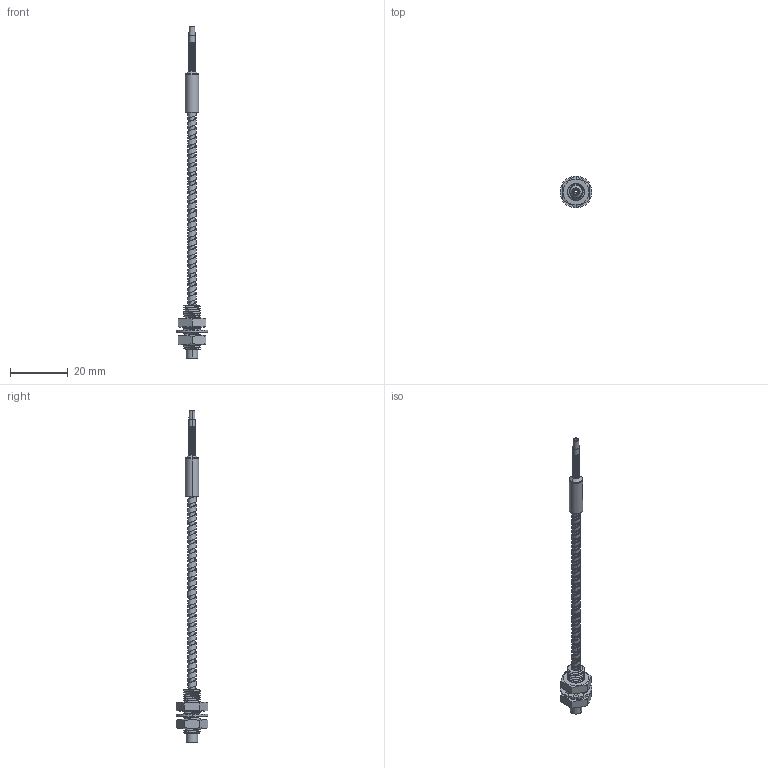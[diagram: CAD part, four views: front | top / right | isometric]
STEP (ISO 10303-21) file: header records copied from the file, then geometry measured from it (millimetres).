
FILE_DESCRIPTION((''),'2;1');
FILE_NAME('161863_ASM','2011-12-09T',('banengservice'),('BANNER ENGINEERING'),'PRO/ENGINEER BY PARAMETRIC TECHNOLOGY CORPORATION, 2009141','PRO/ENGINEER BY PARAMETRIC TECHNOLOGY CORPORATION, 2009141','');
FILE_SCHEMA(('CONFIG_CONTROL_DESIGN'));
Length unit declared in the file: inch
Products named in the file (6): SS_TUBING_STW_-120; 110532; FTI_B158134; 30920; 30921; 161863_ASM
Assembly tree (6 placements, depth 2):
  161863_ASM
    SS_TUBING_STW_-120
    110532
    FTI_B158134
    30920
    30921  x2
Bounding box: 11 x 11 x 114.58 mm (x, y, z)
Volume: 943.3 mm3; surface area: 3763.7 mm2
Topology: 6 solids, 8 shells, 613 faces, 1321 edges, 721 vertices
Faces by surface type: torus 200, cone 144, cylinder 142, bspline 86, plane 41
Entity records: 36191 total; most frequent: CARTESIAN_POINT 23370, DIRECTION 2823, ORIENTED_EDGE 2562, EDGE_CURVE 1283, AXIS2_PLACEMENT_3D 1199, VERTEX_POINT 697, CIRCLE 674, EDGE_LOOP 606
